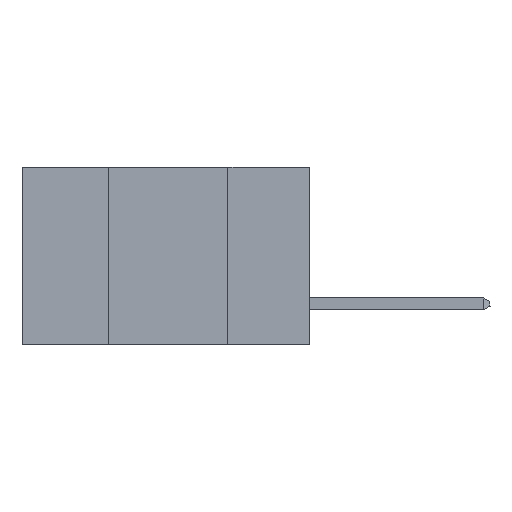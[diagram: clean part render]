
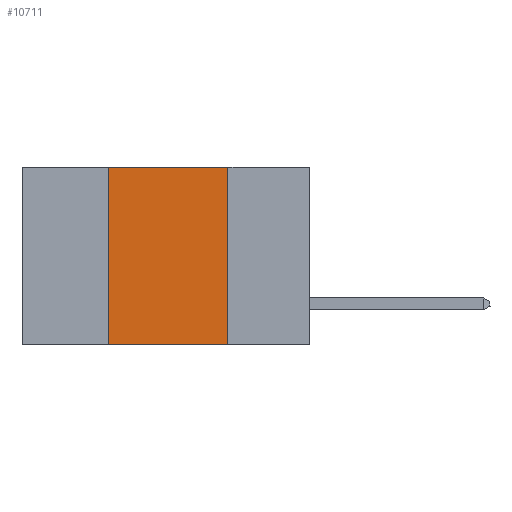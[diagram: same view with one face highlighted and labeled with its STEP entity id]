
A CAD part, left-side view. The second image highlights one B-rep face of the part: STEP entity #10711.
In plain terms, the highlighted planar face has unit normal (-1, 0, 0).
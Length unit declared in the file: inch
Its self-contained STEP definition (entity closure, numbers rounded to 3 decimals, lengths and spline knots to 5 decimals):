
#542 = EDGE_CURVE ( 'NONE', #13961, #1998, #18705, .T. ) ;
#1800 = VERTEX_POINT ( 'NONE', #19108 ) ;
#1998 = VERTEX_POINT ( 'NONE', #2826 ) ;
#2136 = EDGE_CURVE ( 'NONE', #11968, #13961, #11053, .T. ) ;
#2297 = DIRECTION ( 'NONE',  ( 0., -1., 0. ) ) ;
#2826 = CARTESIAN_POINT ( 'NONE',  ( 0., 0.17, 0. ) ) ;
#5029 = CARTESIAN_POINT ( 'NONE',  ( 0., 0.6, 0. ) ) ;
#6836 = DIRECTION ( 'NONE',  ( 1., 0., 0. ) ) ;
#7262 = EDGE_CURVE ( 'NONE', #1998, #1800, #18979, .T. ) ;
#10447 = ORIENTED_EDGE ( 'NONE', *, *, #542, .F. ) ;
#10711 = ADVANCED_FACE ( 'NONE', ( #21363 ), #14685, .F. ) ;
#11053 = LINE ( 'NONE', #18120, #22802 ) ;
#11421 = AXIS2_PLACEMENT_3D ( 'NONE', #5029, #6836, #20200 ) ;
#11968 = VERTEX_POINT ( 'NONE', #17497 ) ;
#12055 = ORIENTED_EDGE ( 'NONE', *, *, #7262, .F. ) ;
#12236 = VECTOR ( 'NONE', #16632, 39.37008 ) ;
#13388 = LINE ( 'NONE', #14777, #12236 ) ;
#13420 = VECTOR ( 'NONE', #2297, 39.37008 ) ;
#13961 = VERTEX_POINT ( 'NONE', #16268 ) ;
#14595 = VECTOR ( 'NONE', #20559, 39.37008 ) ;
#14685 = PLANE ( 'NONE',  #11421 ) ;
#14777 = CARTESIAN_POINT ( 'NONE',  ( 0., 0.6, -0.37 ) ) ;
#16268 = CARTESIAN_POINT ( 'NONE',  ( 0., 0.42, 0. ) ) ;
#16632 = DIRECTION ( 'NONE',  ( 0., -1., 0. ) ) ;
#17497 = CARTESIAN_POINT ( 'NONE',  ( 0., 0.42, -0.37 ) ) ;
#18120 = CARTESIAN_POINT ( 'NONE',  ( 0., 0.42, 0. ) ) ;
#18520 = CARTESIAN_POINT ( 'NONE',  ( 0., 0.6, 0. ) ) ;
#18630 = CARTESIAN_POINT ( 'NONE',  ( 0., 0.17, 0. ) ) ;
#18705 = LINE ( 'NONE', #18520, #13420 ) ;
#18979 = LINE ( 'NONE', #18630, #14595 ) ;
#19108 = CARTESIAN_POINT ( 'NONE',  ( 0., 0.17, -0.37 ) ) ;
#19925 = EDGE_CURVE ( 'NONE', #11968, #1800, #13388, .T. ) ;
#20200 = DIRECTION ( 'NONE',  ( 0., 0., -1. ) ) ;
#20559 = DIRECTION ( 'NONE',  ( 0., 0., -1. ) ) ;
#20589 = ORIENTED_EDGE ( 'NONE', *, *, #19925, .T. ) ;
#20640 = ORIENTED_EDGE ( 'NONE', *, *, #2136, .F. ) ;
#21363 = FACE_OUTER_BOUND ( 'NONE', #21488, .T. ) ;
#21488 = EDGE_LOOP ( 'NONE', ( #12055, #10447, #20640, #20589 ) ) ;
#22802 = VECTOR ( 'NONE', #23855, 39.37008 ) ;
#23855 = DIRECTION ( 'NONE',  ( 0., 0., 1. ) ) ;
